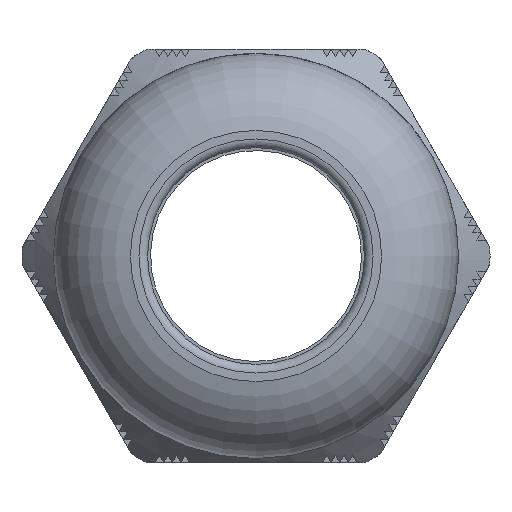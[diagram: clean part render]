
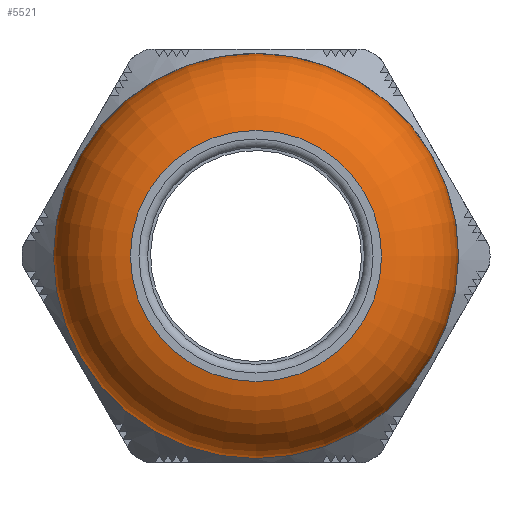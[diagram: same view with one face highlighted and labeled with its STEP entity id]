
A CAD part, left-side view. The second image highlights one B-rep face of the part: STEP entity #5521.
In plain terms, the highlighted toroidal (fillet/blend) face has major radius 6.418 mm and minor radius 5.332 mm.
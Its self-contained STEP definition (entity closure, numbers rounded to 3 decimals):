
#1407=FACE_BOUND('',#1894,.T.);
#1579=FACE_OUTER_BOUND('',#1893,.T.);
#1893=EDGE_LOOP('',(#4534));
#1894=EDGE_LOOP('',(#4535));
#2079=CIRCLE('',#5738,7.29);
#2119=CIRCLE('',#5914,11.75);
#2300=VERTEX_POINT('',#9342);
#2565=VERTEX_POINT('',#10795);
#2871=EDGE_CURVE('',#2300,#2300,#2079,.T.);
#3269=EDGE_CURVE('',#2565,#2565,#2119,.T.);
#4534=ORIENTED_EDGE('',*,*,#3269,.F.);
#4535=ORIENTED_EDGE('',*,*,#2871,.T.);
#5352=TOROIDAL_SURFACE('',#5913,6.418,5.332);
#5521=ADVANCED_FACE('',(#1579,#1407),#5352,.T.);
#5738=AXIS2_PLACEMENT_3D('',#9343,#6265,#6266);
#5913=AXIS2_PLACEMENT_3D('',#10794,#6872,#6873);
#5914=AXIS2_PLACEMENT_3D('',#10796,#6874,#6875);
#6265=DIRECTION('center_axis',(1.,0.,0.));
#6266=DIRECTION('ref_axis',(0.,0.,-1.));
#6872=DIRECTION('center_axis',(1.,0.,0.));
#6873=DIRECTION('ref_axis',(0.,0.,-1.));
#6874=DIRECTION('center_axis',(1.,0.,0.));
#6875=DIRECTION('ref_axis',(0.,0.,-1.));
#9342=CARTESIAN_POINT('',(-17.84,7.29,0.));
#9343=CARTESIAN_POINT('Origin',(-17.84,0.,0.));
#10794=CARTESIAN_POINT('Origin',(-12.58,0.,0.));
#10795=CARTESIAN_POINT('',(-12.58,11.75,0.));
#10796=CARTESIAN_POINT('Origin',(-12.58,0.,0.));
